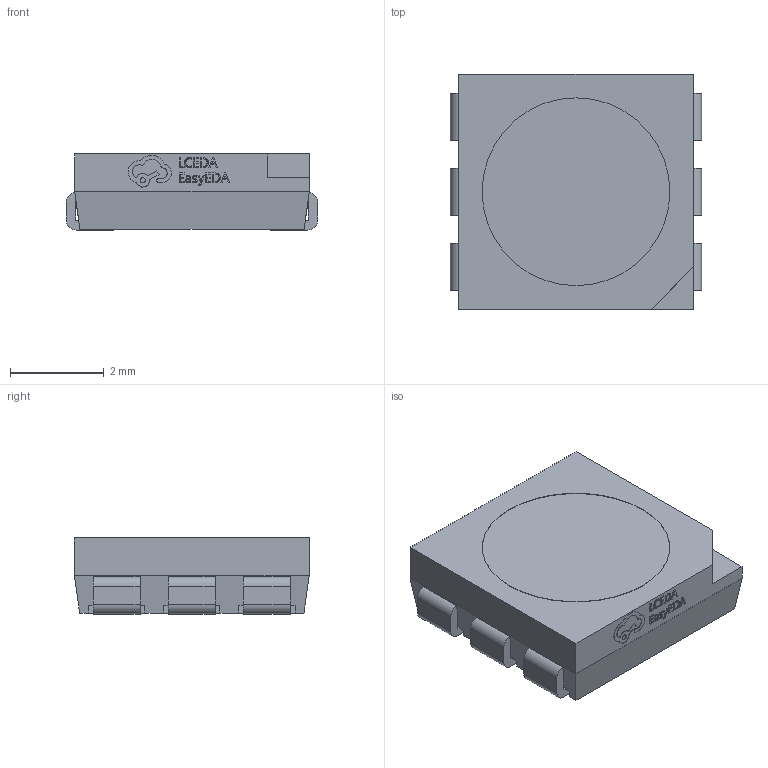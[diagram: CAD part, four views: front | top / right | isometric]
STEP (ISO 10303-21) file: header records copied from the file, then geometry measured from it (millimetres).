
FILE_DESCRIPTION (( 'STEP AP214' ), '1' );
FILE_NAME ('LED-SMD_6P-L5.0-W5.0-P1.60-LS5.4-TL_SK9822.STEP', '2024-05-22T05:57:18', ( 'PC' ), ( 'Microsoft' ), 'SwSTEP 2.0', 'SolidWorks 2020', '' );
FILE_SCHEMA (( 'AUTOMOTIVE_DESIGN' ));
Length unit declared in the file: millimetre
Products named in the file (1): LED-SMD_6P-L5.0-W5.0-P1.60-LS5.4-TL_SK9822
Bounding box: 5.35 x 5.01 x 1.62 mm (x, y, z)
Volume: 39.2 mm3; surface area: 94.2 mm2
Topology: 1 solids, 1 shells, 329 faces, 935 edges, 622 vertices
Faces by surface type: plane 205, bspline 98, cylinder 26
Entity records: 14798 total; most frequent: CARTESIAN_POINT 3193, ORIENTED_EDGE 1870, DIRECTION 1251, EDGE_CURVE 935, LINE 683, VECTOR 683, VERTEX_POINT 622, EDGE_LOOP 355
